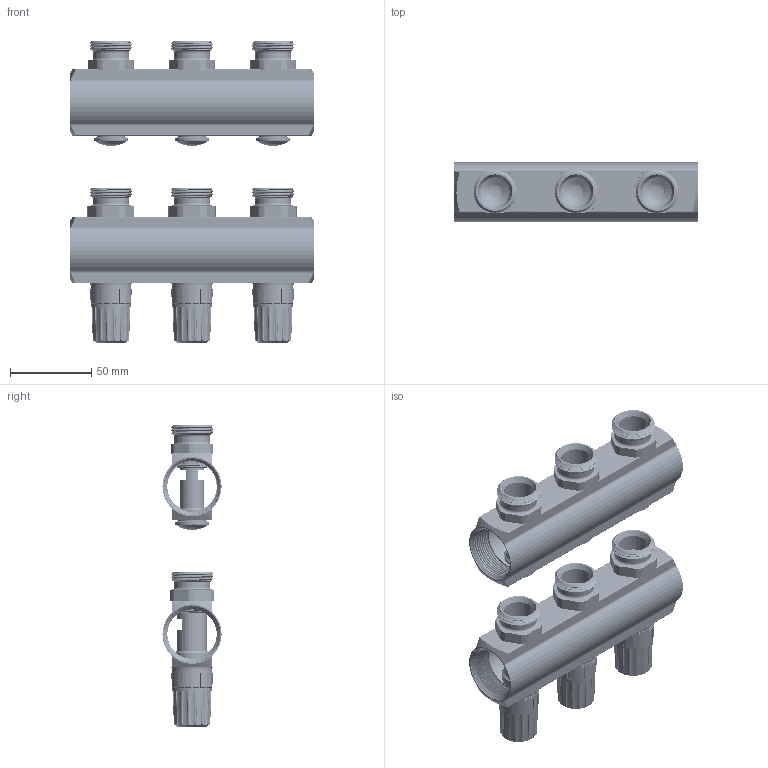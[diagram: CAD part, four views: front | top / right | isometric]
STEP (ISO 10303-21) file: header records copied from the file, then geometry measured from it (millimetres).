
FILE_DESCRIPTION((''),'2;1');
FILE_NAME('088U0503_ASM','2023-05-16T10:54:46',('U258971'),(''),'CREO PARAMETRIC BY PTC INC, 2020342','CREO PARAMETRIC BY PTC INC, 2020342','');
FILE_SCHEMA(('CONFIG_CONTROL_DESIGN'));
Length unit declared in the file: millimetre
Products named in the file (13): 088U7307_3LOOPS_18; 088U7304_15; 088U7310_ASM_11_ASM; 088U7308_3LOOPS_19; 013G1380_AF0_11; 013G0295___AF0_ASM_11_ASM; 013G0200__AF0_ASM_11_ASM; 013G0376-FOR-MANIFOLD_ASM_11_ASM; 088U7312_13; 013G0951_11; 088U0593-MANIFOLD_11; 088U7301_ASM_3_ASM; 088U0503_ASM
Assembly tree (22 placements, depth 4):
  088U0503_ASM
    088U7301_ASM_3_ASM
      088U7307_3LOOPS_18
      088U7310_ASM_11_ASM  x3
        088U7304_15
      088U7308_3LOOPS_19
      013G0376-FOR-MANIFOLD_ASM_11_ASM  x3
        013G1380_AF0_11
        013G0295___AF0_ASM_11_ASM
        013G0200__AF0_ASM_11_ASM
      088U7312_13  x3
      013G0951_11  x3
      088U0593-MANIFOLD_11  x3
Bounding box: 150 x 36.55 x 186.3 mm (x, y, z)
Volume: 191237.4 mm3; surface area: 175679.1 mm2
Topology: 17 solids, 47 shells, 3835 faces, 11153 edges, 7418 vertices
Faces by surface type: plane 1251, cylinder 1197, bspline 664, cone 370, torus 212, extrusion 87, sphere 54
Entity records: 89256 total; most frequent: CARTESIAN_POINT 49885, ORIENTED_EDGE 9282, DIRECTION 6600, EDGE_CURVE 4687, VERTEX_POINT 3142, AXIS2_PLACEMENT_3D 2535, B_SPLINE_CURVE_WITH_KNOTS 1992, EDGE_LOOP 1685
